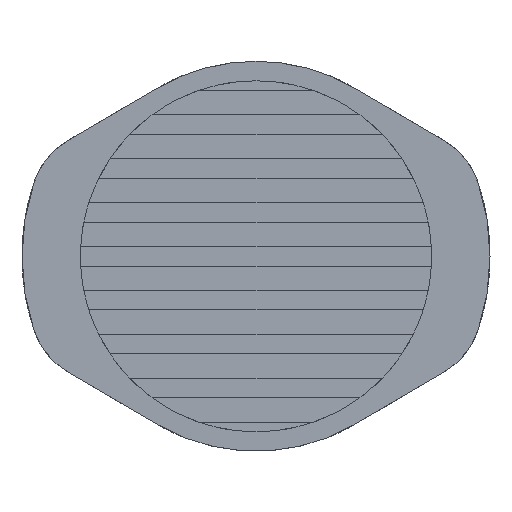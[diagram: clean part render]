
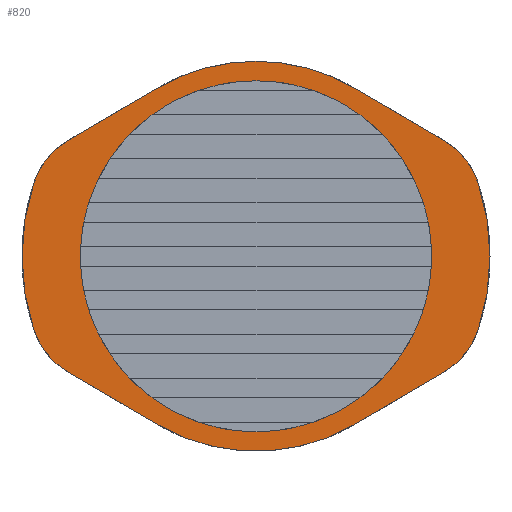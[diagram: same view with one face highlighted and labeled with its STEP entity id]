
A CAD part, left-side view. The second image highlights one B-rep face of the part: STEP entity #820.
In plain terms, the highlighted planar face has unit normal (-1, 0, 0).
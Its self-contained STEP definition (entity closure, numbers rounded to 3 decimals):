
#39 = EDGE_CURVE ( 'NONE', #707, #26416, #22667, .T. ) ;
#259 = EDGE_CURVE ( 'NONE', #707, #18871, #32611, .T. ) ;
#451 = LINE ( 'NONE', #30992, #27912 ) ;
#549 = CIRCLE ( 'NONE', #24758, 12. ) ;
#694 = ORIENTED_EDGE ( 'NONE', *, *, #821, .T. ) ;
#707 = VERTEX_POINT ( 'NONE', #2708 ) ;
#820 = ADVANCED_FACE ( 'NONE', ( #11772, #9278 ), #7728, .T. ) ;
#821 = EDGE_CURVE ( 'NONE', #4811, #6437, #6771, .T. ) ;
#2120 = CARTESIAN_POINT ( 'NONE',  ( 0., -5.057, 8.627 ) ) ;
#2266 = DIRECTION ( 'NONE',  ( 0., 0., -1. ) ) ;
#2708 = CARTESIAN_POINT ( 'NONE',  ( 0., -11.399, 3.75 ) ) ;
#2732 = CIRCLE ( 'NONE', #30314, 10. ) ;
#2739 = AXIS2_PLACEMENT_3D ( 'NONE', #7513, #23578, #2266 ) ;
#2868 = CARTESIAN_POINT ( 'NONE',  ( 0., 0., 0. ) ) ;
#3182 = DIRECTION ( 'NONE',  ( -1., 0., 0. ) ) ;
#3443 = AXIS2_PLACEMENT_3D ( 'NONE', #22272, #19465, #22162 ) ;
#3883 = VERTEX_POINT ( 'NONE', #16701 ) ;
#4811 = VERTEX_POINT ( 'NONE', #11062 ) ;
#4845 = CARTESIAN_POINT ( 'NONE',  ( 0., 0., 0. ) ) ;
#5054 = DIRECTION ( 'NONE',  ( 0., 0., -1. ) ) ;
#5638 = VERTEX_POINT ( 'NONE', #2120 ) ;
#5760 = CIRCLE ( 'NONE', #8194, 4. ) ;
#5859 = EDGE_CURVE ( 'NONE', #27833, #16741, #549, .T. ) ;
#5915 = DIRECTION ( 'NONE',  ( -1., 0., 0. ) ) ;
#6147 = ORIENTED_EDGE ( 'NONE', *, *, #23918, .T. ) ;
#6231 = DIRECTION ( 'NONE',  ( -1., 0., 0. ) ) ;
#6240 = CARTESIAN_POINT ( 'NONE',  ( 0., 5.057, -8.627 ) ) ;
#6329 = AXIS2_PLACEMENT_3D ( 'NONE', #16498, #5915, #11251 ) ;
#6437 = VERTEX_POINT ( 'NONE', #11202 ) ;
#6771 = LINE ( 'NONE', #11200, #16774 ) ;
#7147 = DIRECTION ( 'NONE',  ( 0., 0., -1. ) ) ;
#7513 = CARTESIAN_POINT ( 'NONE',  ( 0., 0., 0. ) ) ;
#7728 = PLANE ( 'NONE',  #23701 ) ;
#8194 = AXIS2_PLACEMENT_3D ( 'NONE', #31799, #23573, #28891 ) ;
#8625 = DIRECTION ( 'NONE',  ( -1., 0., 0. ) ) ;
#8642 = AXIS2_PLACEMENT_3D ( 'NONE', #28203, #23092, #7147 ) ;
#9152 = ORIENTED_EDGE ( 'NONE', *, *, #21479, .T. ) ;
#9240 = VERTEX_POINT ( 'NONE', #32883 ) ;
#9278 = FACE_OUTER_BOUND ( 'NONE', #9458, .T. ) ;
#9458 = EDGE_LOOP ( 'NONE', ( #694, #18942, #22854, #26525, #28157, #9152, #14085, #6147, #25191, #33906, #22766, #11363, #32264 ) ) ;
#9502 = CARTESIAN_POINT ( 'NONE',  ( 0., -5.057, 8.627 ) ) ;
#10085 = CIRCLE ( 'NONE', #17797, 4. ) ;
#11062 = CARTESIAN_POINT ( 'NONE',  ( 0., -5.057, -8.627 ) ) ;
#11200 = CARTESIAN_POINT ( 'NONE',  ( 0., -5.057, -8.627 ) ) ;
#11202 = CARTESIAN_POINT ( 'NONE',  ( 0., -9.622, -5.951 ) ) ;
#11251 = DIRECTION ( 'NONE',  ( 0., 0., 1. ) ) ;
#11262 = CARTESIAN_POINT ( 'NONE',  ( 0., 0., 0. ) ) ;
#11363 = ORIENTED_EDGE ( 'NONE', *, *, #20693, .T. ) ;
#11464 = CARTESIAN_POINT ( 'NONE',  ( 0., 5.057, -8.627 ) ) ;
#11507 = EDGE_CURVE ( 'NONE', #28708, #23272, #31246, .T. ) ;
#11735 = CARTESIAN_POINT ( 'NONE',  ( 0., 11.399, 3.75 ) ) ;
#11766 = ORIENTED_EDGE ( 'NONE', *, *, #26729, .T. ) ;
#11772 = FACE_BOUND ( 'NONE', #19333, .T. ) ;
#13360 = CIRCLE ( 'NONE', #6329, 4. ) ;
#13423 = CIRCLE ( 'NONE', #21015, 10. ) ;
#13646 = EDGE_CURVE ( 'NONE', #26416, #5638, #31521, .T. ) ;
#13827 = AXIS2_PLACEMENT_3D ( 'NONE', #4845, #23362, #5054 ) ;
#13986 = EDGE_CURVE ( 'NONE', #31438, #16741, #5760, .T. ) ;
#14085 = ORIENTED_EDGE ( 'NONE', *, *, #11507, .T. ) ;
#14552 = DIRECTION ( 'NONE',  ( 0., -0.863, -0.506 ) ) ;
#16498 = CARTESIAN_POINT ( 'NONE',  ( 0., -7.599, -2.5 ) ) ;
#16625 = DIRECTION ( 'NONE',  ( -1., 0., 0. ) ) ;
#16701 = CARTESIAN_POINT ( 'NONE',  ( 0., 9.622, -5.951 ) ) ;
#16741 = VERTEX_POINT ( 'NONE', #11735 ) ;
#16774 = VECTOR ( 'NONE', #27138, 1000. ) ;
#16860 = CARTESIAN_POINT ( 'NONE',  ( 0., 9.622, 5.951 ) ) ;
#17275 = DIRECTION ( 'NONE',  ( 0., 0.863, 0.506 ) ) ;
#17279 = CARTESIAN_POINT ( 'NONE',  ( 0., -7.599, 2.5 ) ) ;
#17797 = AXIS2_PLACEMENT_3D ( 'NONE', #33438, #6231, #24844 ) ;
#18497 = VERTEX_POINT ( 'NONE', #24600 ) ;
#18609 = VERTEX_POINT ( 'NONE', #11464 ) ;
#18833 = CIRCLE ( 'NONE', #13827, 7.3 ) ;
#18871 = VERTEX_POINT ( 'NONE', #26978 ) ;
#18942 = ORIENTED_EDGE ( 'NONE', *, *, #23130, .T. ) ;
#18962 = DIRECTION ( 'NONE',  ( 0., 0., 1. ) ) ;
#19333 = EDGE_LOOP ( 'NONE', ( #11766, #26491 ) ) ;
#19465 = DIRECTION ( 'NONE',  ( -1., 0., 0. ) ) ;
#19522 = DIRECTION ( 'NONE',  ( 0., 0., -1. ) ) ;
#19863 = EDGE_CURVE ( 'NONE', #18609, #4811, #2732, .T. ) ;
#19957 = DIRECTION ( 'NONE',  ( -1., 0., 0. ) ) ;
#20556 = DIRECTION ( 'NONE',  ( 0., 0.863, -0.506 ) ) ;
#20693 = EDGE_CURVE ( 'NONE', #3883, #18609, #29744, .T. ) ;
#21015 = AXIS2_PLACEMENT_3D ( 'NONE', #11262, #8625, #32339 ) ;
#21222 = CARTESIAN_POINT ( 'NONE',  ( 0., 0., 10. ) ) ;
#21479 = EDGE_CURVE ( 'NONE', #5638, #28708, #13423, .T. ) ;
#21835 = EDGE_CURVE ( 'NONE', #9240, #18497, #18833, .T. ) ;
#21855 = CARTESIAN_POINT ( 'NONE',  ( 0., -9.622, 5.951 ) ) ;
#22162 = DIRECTION ( 'NONE',  ( 0., 0., 1. ) ) ;
#22272 = CARTESIAN_POINT ( 'NONE',  ( 0., 0., 0. ) ) ;
#22667 = CIRCLE ( 'NONE', #33266, 4. ) ;
#22766 = ORIENTED_EDGE ( 'NONE', *, *, #28400, .T. ) ;
#22854 = ORIENTED_EDGE ( 'NONE', *, *, #259, .F. ) ;
#23092 = DIRECTION ( 'NONE',  ( 1., 0., 0. ) ) ;
#23130 = EDGE_CURVE ( 'NONE', #6437, #18871, #13360, .T. ) ;
#23272 = VERTEX_POINT ( 'NONE', #30882 ) ;
#23362 = DIRECTION ( 'NONE',  ( 1., 0., 0. ) ) ;
#23573 = DIRECTION ( 'NONE',  ( -1., 0., 0. ) ) ;
#23578 = DIRECTION ( 'NONE',  ( 1., 0., 0. ) ) ;
#23701 = AXIS2_PLACEMENT_3D ( 'NONE', #30484, #3182, #33071 ) ;
#23918 = EDGE_CURVE ( 'NONE', #23272, #31438, #451, .T. ) ;
#24600 = CARTESIAN_POINT ( 'NONE',  ( 0., 0., -7.3 ) ) ;
#24758 = AXIS2_PLACEMENT_3D ( 'NONE', #2868, #31833, #34543 ) ;
#24844 = DIRECTION ( 'NONE',  ( 0., 0., -1. ) ) ;
#25191 = ORIENTED_EDGE ( 'NONE', *, *, #13986, .T. ) ;
#25310 = CARTESIAN_POINT ( 'NONE',  ( 0., 11.399, -3.75 ) ) ;
#26416 = VERTEX_POINT ( 'NONE', #21855 ) ;
#26491 = ORIENTED_EDGE ( 'NONE', *, *, #21835, .T. ) ;
#26525 = ORIENTED_EDGE ( 'NONE', *, *, #39, .T. ) ;
#26729 = EDGE_CURVE ( 'NONE', #18497, #9240, #30557, .T. ) ;
#26978 = CARTESIAN_POINT ( 'NONE',  ( 0., -11.399, -3.75 ) ) ;
#27138 = DIRECTION ( 'NONE',  ( 0., -0.863, 0.506 ) ) ;
#27833 = VERTEX_POINT ( 'NONE', #25310 ) ;
#27912 = VECTOR ( 'NONE', #20556, 1000. ) ;
#28157 = ORIENTED_EDGE ( 'NONE', *, *, #13646, .T. ) ;
#28203 = CARTESIAN_POINT ( 'NONE',  ( 0., 0., 0. ) ) ;
#28400 = EDGE_CURVE ( 'NONE', #27833, #3883, #10085, .T. ) ;
#28708 = VERTEX_POINT ( 'NONE', #21222 ) ;
#28891 = DIRECTION ( 'NONE',  ( 0., 0., 1. ) ) ;
#29315 = VECTOR ( 'NONE', #14552, 1000. ) ;
#29744 = LINE ( 'NONE', #6240, #29315 ) ;
#30314 = AXIS2_PLACEMENT_3D ( 'NONE', #31998, #16625, #18962 ) ;
#30484 = CARTESIAN_POINT ( 'NONE',  ( 0., 7.3, 0. ) ) ;
#30557 = CIRCLE ( 'NONE', #8642, 7.3 ) ;
#30882 = CARTESIAN_POINT ( 'NONE',  ( 0., 5.057, 8.627 ) ) ;
#30992 = CARTESIAN_POINT ( 'NONE',  ( 0., 5.057, 8.627 ) ) ;
#31246 = CIRCLE ( 'NONE', #3443, 10. ) ;
#31438 = VERTEX_POINT ( 'NONE', #16860 ) ;
#31521 = LINE ( 'NONE', #9502, #31555 ) ;
#31555 = VECTOR ( 'NONE', #17275, 1000. ) ;
#31799 = CARTESIAN_POINT ( 'NONE',  ( 0., 7.599, 2.5 ) ) ;
#31833 = DIRECTION ( 'NONE',  ( 1., 0., 0. ) ) ;
#31998 = CARTESIAN_POINT ( 'NONE',  ( 0., 0., 0. ) ) ;
#32264 = ORIENTED_EDGE ( 'NONE', *, *, #19863, .T. ) ;
#32339 = DIRECTION ( 'NONE',  ( 0., 0., 1. ) ) ;
#32611 = CIRCLE ( 'NONE', #2739, 12. ) ;
#32883 = CARTESIAN_POINT ( 'NONE',  ( 0., 0., 7.3 ) ) ;
#33071 = DIRECTION ( 'NONE',  ( 0., 0., 1. ) ) ;
#33266 = AXIS2_PLACEMENT_3D ( 'NONE', #17279, #19957, #19522 ) ;
#33438 = CARTESIAN_POINT ( 'NONE',  ( 0., 7.599, -2.5 ) ) ;
#33906 = ORIENTED_EDGE ( 'NONE', *, *, #5859, .F. ) ;
#34543 = DIRECTION ( 'NONE',  ( 0., 0., -1. ) ) ;
